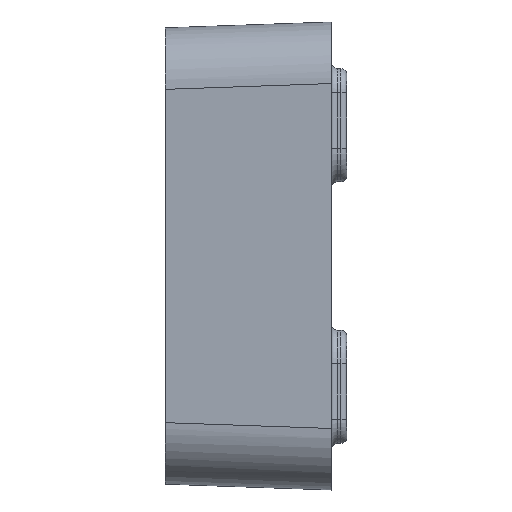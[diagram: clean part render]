
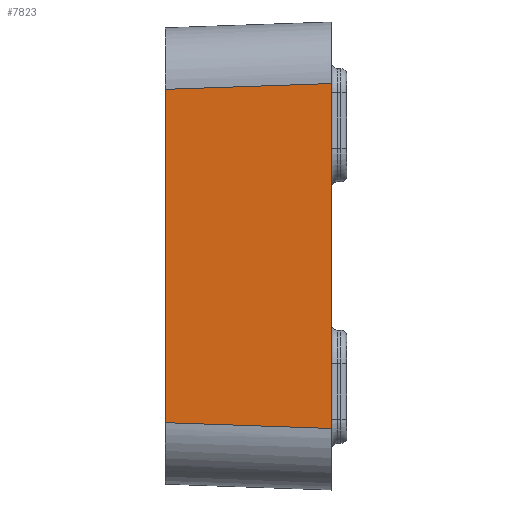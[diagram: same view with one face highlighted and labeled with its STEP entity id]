
A CAD part, left-side view. The second image highlights one B-rep face of the part: STEP entity #7823.
In plain terms, the highlighted planar face has unit normal (-0.999, 0.035, 0).
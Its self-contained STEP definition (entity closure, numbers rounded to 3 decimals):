
#362 = LINE ( 'NONE', #7346, #11191 ) ;
#721 = CARTESIAN_POINT ( 'NONE',  ( -55., 0., 28.006 ) ) ;
#989 = ORIENTED_EDGE ( 'NONE', *, *, #11061, .F. ) ;
#1434 = FACE_OUTER_BOUND ( 'NONE', #7583, .T. ) ;
#2737 = DIRECTION ( 'NONE',  ( 0.035, 0.999, -0.035 ) ) ;
#2748 = VECTOR ( 'NONE', #13454, 1000. ) ;
#2960 = LINE ( 'NONE', #10089, #8203 ) ;
#3215 = EDGE_CURVE ( 'NONE', #9127, #4105, #362, .T. ) ;
#3459 = CARTESIAN_POINT ( 'NONE',  ( -55., 0., 38. ) ) ;
#4105 = VERTEX_POINT ( 'NONE', #721 ) ;
#4415 = CARTESIAN_POINT ( 'NONE',  ( -54.057, 27., 27.063 ) ) ;
#4511 = DIRECTION ( 'NONE',  ( -0.999, 0.035, 0. ) ) ;
#5555 = LINE ( 'NONE', #9562, #2748 ) ;
#5794 = EDGE_CURVE ( 'NONE', #4105, #8237, #2960, .T. ) ;
#6226 = CARTESIAN_POINT ( 'NONE',  ( -54.92, 2.299, -27.926 ) ) ;
#6540 = ORIENTED_EDGE ( 'NONE', *, *, #3215, .T. ) ;
#6641 = VERTEX_POINT ( 'NONE', #8526 ) ;
#7346 = CARTESIAN_POINT ( 'NONE',  ( -55., 0., 38. ) ) ;
#7426 = AXIS2_PLACEMENT_3D ( 'NONE', #3459, #4511, #11839 ) ;
#7583 = EDGE_LOOP ( 'NONE', ( #989, #11617, #6540, #13478 ) ) ;
#7823 = ADVANCED_FACE ( 'NONE', ( #1434 ), #10803, .T. ) ;
#7947 = LINE ( 'NONE', #6226, #13209 ) ;
#8203 = VECTOR ( 'NONE', #2737, 1000. ) ;
#8237 = VERTEX_POINT ( 'NONE', #4415 ) ;
#8526 = CARTESIAN_POINT ( 'NONE',  ( -54.057, 27., -27.063 ) ) ;
#9127 = VERTEX_POINT ( 'NONE', #11537 ) ;
#9562 = CARTESIAN_POINT ( 'NONE',  ( -54.057, 27., 38. ) ) ;
#10089 = CARTESIAN_POINT ( 'NONE',  ( -55.012, -0.348, 28.018 ) ) ;
#10803 = PLANE ( 'NONE',  #7426 ) ;
#11061 = EDGE_CURVE ( 'NONE', #6641, #8237, #5555, .T. ) ;
#11191 = VECTOR ( 'NONE', #12700, 1000. ) ;
#11537 = CARTESIAN_POINT ( 'NONE',  ( -55., 0., -28.006 ) ) ;
#11617 = ORIENTED_EDGE ( 'NONE', *, *, #12668, .T. ) ;
#11839 = DIRECTION ( 'NONE',  ( -0.035, -0.999, 0. ) ) ;
#12668 = EDGE_CURVE ( 'NONE', #6641, #9127, #7947, .T. ) ;
#12700 = DIRECTION ( 'NONE',  ( 0., 0., 1. ) ) ;
#13209 = VECTOR ( 'NONE', #13573, 1000. ) ;
#13454 = DIRECTION ( 'NONE',  ( 0., 0., 1. ) ) ;
#13478 = ORIENTED_EDGE ( 'NONE', *, *, #5794, .T. ) ;
#13573 = DIRECTION ( 'NONE',  ( -0.035, -0.999, -0.035 ) ) ;
